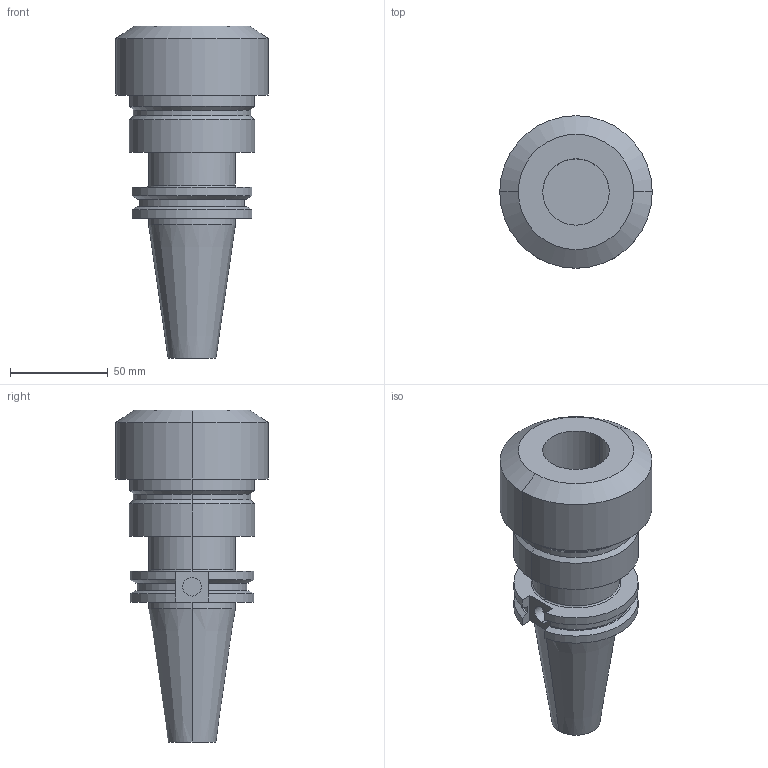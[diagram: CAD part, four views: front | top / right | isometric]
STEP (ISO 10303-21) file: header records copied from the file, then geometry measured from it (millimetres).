
FILE_DESCRIPTION (( 'STEP AP203' ), '1' );
FILE_NAME ('STP-22269.STEP', '2018-09-18T09:17:40', ( 'user' ), ( '' ), 'SwSTEP 2.0', 'SolidWorks 2015', '' );
FILE_SCHEMA (( 'CONFIG_CONTROL_DESIGN' ));
Length unit declared in the file: millimetre
Products named in the file (1): STP-22269
Bounding box: 78 x 78 x 169.85 mm (x, y, z)
Volume: 333582.6 mm3; surface area: 47865.6 mm2
Topology: 1 solids, 1 shells, 65 faces, 151 edges, 94 vertices
Faces by surface type: cylinder 28, plane 20, cone 14, torus 2, bspline 1
Entity records: 1972 total; most frequent: CARTESIAN_POINT 384, DIRECTION 338, ORIENTED_EDGE 298, EDGE_CURVE 149, AXIS2_PLACEMENT_3D 134, VERTEX_POINT 94, EDGE_LOOP 73, VECTOR 70
